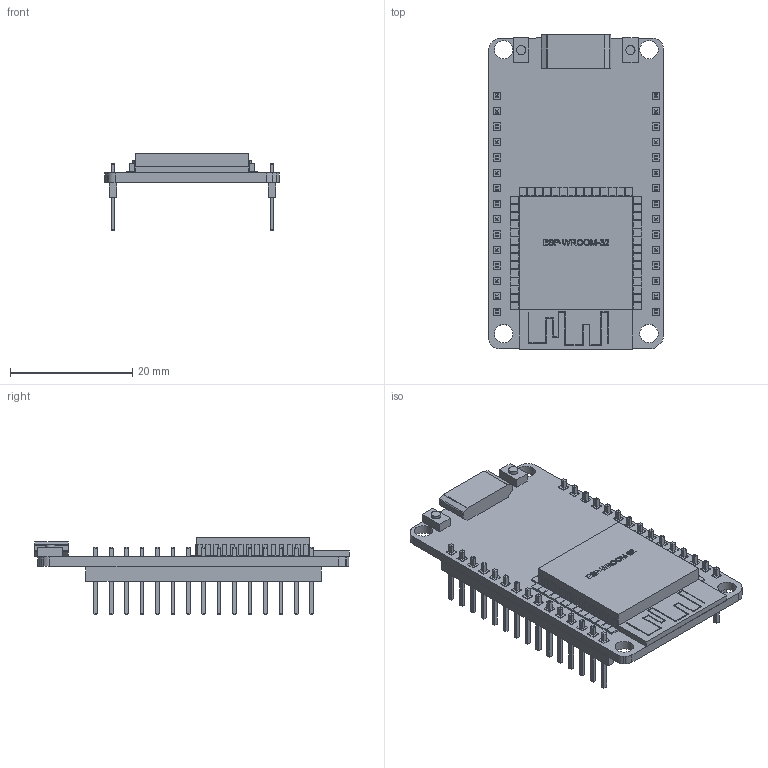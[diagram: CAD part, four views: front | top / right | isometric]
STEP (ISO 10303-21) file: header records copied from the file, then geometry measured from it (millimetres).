
FILE_DESCRIPTION(/* description */ (''),/* implementation_level */ '2;1');
FILE_NAME(/* name */ 'esp32 with header v2.stp',/* time_stamp */ '2024-01-27T13:41:23+03:00',/* author */ ('79651'),/* organization */ (''),/* preprocessor_version */ 'ST-DEVELOPER v18.1',/* originating_system */ 'Autodesk Inventor 2022',/* authorisation */ '');
FILE_SCHEMA (('AUTOMOTIVE_DESIGN { 1 0 10303 214 3 1 1 }'));
Length unit declared in the file: millimetre
Products named in the file (6): esp32 with header v2; pcb; chip (1); en button; boot button; Деталь20
Assembly tree (5 placements, depth 2):
  esp32 with header v2
    pcb
    chip (1)
    en button
    boot button
    Деталь20
Bounding box: 28.5 x 51.39 x 12.6 mm (x, y, z)
Volume: 3752.7 mm3; surface area: 6803.1 mm2
Topology: 121 solids, 121 shells, 1857 faces, 4452 edges, 2888 vertices
Faces by surface type: plane 1561, bspline 154, cylinder 142
Full cylindrical faces by diameter (mm): 1.5 x2, 3 x4
Entity records: 55017 total; most frequent: CARTESIAN_POINT 12074, ORIENTED_EDGE 8904, DIRECTION 7742, EDGE_CURVE 4452, LINE 3980, VECTOR 3980, VERTEX_POINT 2888, EDGE_LOOP 2092
